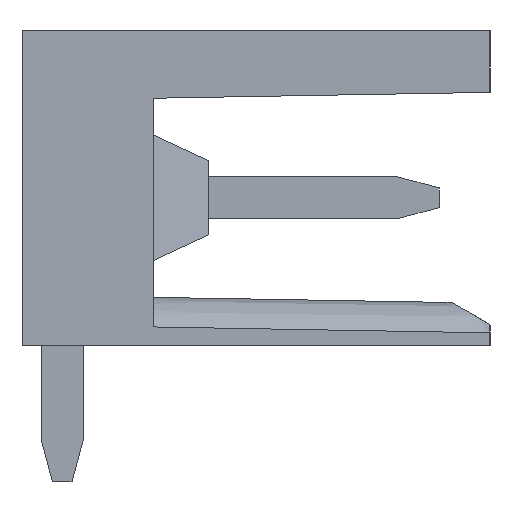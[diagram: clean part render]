
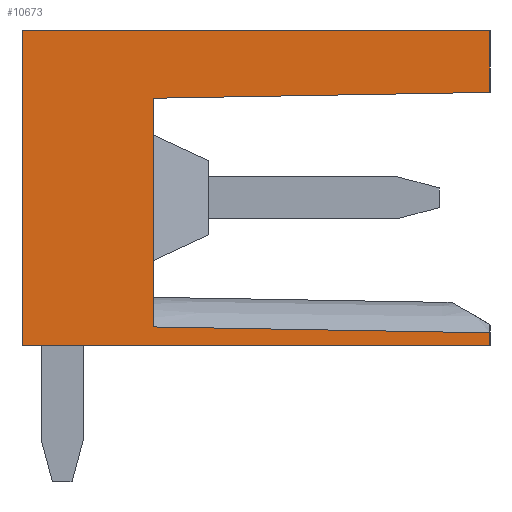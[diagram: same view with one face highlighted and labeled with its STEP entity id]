
A CAD part, left-side view. The second image highlights one B-rep face of the part: STEP entity #10673.
In plain terms, the highlighted planar face has unit normal (-1, 0, 0).
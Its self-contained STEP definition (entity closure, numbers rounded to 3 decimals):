
#10642=AXIS2_PLACEMENT_3D('Plane Axis2P3D',#10639,#10640,#10641) ;
#5241=CARTESIAN_POINT('Vertex',(0.,11.05,3.2)) ;
#5244=CARTESIAN_POINT('Line Origine',(0.,11.05,6.925)) ;
#5248=CARTESIAN_POINT('Vertex',(0.,11.05,10.65)) ;
#6213=CARTESIAN_POINT('Vertex',(0.,0.,3.2)) ;
#6216=CARTESIAN_POINT('Line Origine',(0.,5.525,3.2)) ;
#6319=CARTESIAN_POINT('Vertex',(0.,0.,10.65)) ;
#6324=CARTESIAN_POINT('Line Origine',(0.,0.,9.919)) ;
#6328=CARTESIAN_POINT('Vertex',(0.,0.,9.189)) ;
#7899=CARTESIAN_POINT('Line Origine',(0.,0.,3.356)) ;
#7903=CARTESIAN_POINT('Vertex',(0.,0.,3.511)) ;
#9109=CARTESIAN_POINT('Line Origine',(0.,5.525,10.65)) ;
#10639=CARTESIAN_POINT('Axis2P3D Location',(0.,0.,0.)) ;
#10644=CARTESIAN_POINT('Line Origine',(0.,3.975,3.581)) ;
#10648=CARTESIAN_POINT('Vertex',(0.,7.95,3.65)) ;
#10651=CARTESIAN_POINT('Line Origine',(0.,7.95,6.35)) ;
#10655=CARTESIAN_POINT('Vertex',(0.,7.95,9.05)) ;
#10658=CARTESIAN_POINT('Line Origine',(0.,3.975,9.119)) ;
#5245=DIRECTION('Vector Direction',(0.,0.,1.)) ;
#6217=DIRECTION('Vector Direction',(0.,1.,0.)) ;
#6325=DIRECTION('Vector Direction',(0.,0.,-1.)) ;
#7900=DIRECTION('Vector Direction',(0.,0.,-1.)) ;
#9110=DIRECTION('Vector Direction',(0.,-1.,0.)) ;
#10640=DIRECTION('Axis2P3D Direction',(-1.,0.,0.)) ;
#10641=DIRECTION('Axis2P3D XDirection',(0.,-1.,0.)) ;
#10645=DIRECTION('Vector Direction',(0.,1.,0.017)) ;
#10652=DIRECTION('Vector Direction',(0.,0.,1.)) ;
#10659=DIRECTION('Vector Direction',(0.,1.,-0.017)) ;
#5246=VECTOR('Line Direction',#5245,1.) ;
#6218=VECTOR('Line Direction',#6217,1.) ;
#6326=VECTOR('Line Direction',#6325,1.) ;
#7901=VECTOR('Line Direction',#7900,1.) ;
#9111=VECTOR('Line Direction',#9110,1.) ;
#10646=VECTOR('Line Direction',#10645,1.) ;
#10653=VECTOR('Line Direction',#10652,1.) ;
#10660=VECTOR('Line Direction',#10659,1.) ;
#10664=ORIENTED_EDGE('',*,*,#6330,.T.) ;
#10665=ORIENTED_EDGE('',*,*,#9113,.T.) ;
#10666=ORIENTED_EDGE('',*,*,#5250,.T.) ;
#10667=ORIENTED_EDGE('',*,*,#6220,.T.) ;
#10668=ORIENTED_EDGE('',*,*,#7905,.T.) ;
#10669=ORIENTED_EDGE('',*,*,#10650,.F.) ;
#10670=ORIENTED_EDGE('',*,*,#10657,.F.) ;
#10671=ORIENTED_EDGE('',*,*,#10662,.F.) ;
#10673=ADVANCED_FACE('HOUSING',(#10672),#10643,.T.) ;
#5250=EDGE_CURVE('',#5249,#5242,#5247,.F.) ;
#6220=EDGE_CURVE('',#5242,#6214,#6219,.F.) ;
#6330=EDGE_CURVE('',#6329,#6320,#6327,.F.) ;
#7905=EDGE_CURVE('',#6214,#7904,#7902,.F.) ;
#9113=EDGE_CURVE('',#6320,#5249,#9112,.F.) ;
#10650=EDGE_CURVE('',#10649,#7904,#10647,.F.) ;
#10657=EDGE_CURVE('',#10656,#10649,#10654,.F.) ;
#10662=EDGE_CURVE('',#6329,#10656,#10661,.T.) ;
#10663=EDGE_LOOP('',(#10664,#10665,#10666,#10667,#10668,#10669,#10670,#10671)) ;
#10672=FACE_OUTER_BOUND('',#10663,.T.) ;
#5247=LINE('Line',#5244,#5246) ;
#6219=LINE('Line',#6216,#6218) ;
#6327=LINE('Line',#6324,#6326) ;
#7902=LINE('Line',#7899,#7901) ;
#9112=LINE('Line',#9109,#9111) ;
#10647=LINE('Line',#10644,#10646) ;
#10654=LINE('Line',#10651,#10653) ;
#10661=LINE('Line',#10658,#10660) ;
#10643=PLANE('',#10642) ;
#5242=VERTEX_POINT('',#5241) ;
#5249=VERTEX_POINT('',#5248) ;
#6214=VERTEX_POINT('',#6213) ;
#6320=VERTEX_POINT('',#6319) ;
#6329=VERTEX_POINT('',#6328) ;
#7904=VERTEX_POINT('',#7903) ;
#10649=VERTEX_POINT('',#10648) ;
#10656=VERTEX_POINT('',#10655) ;
